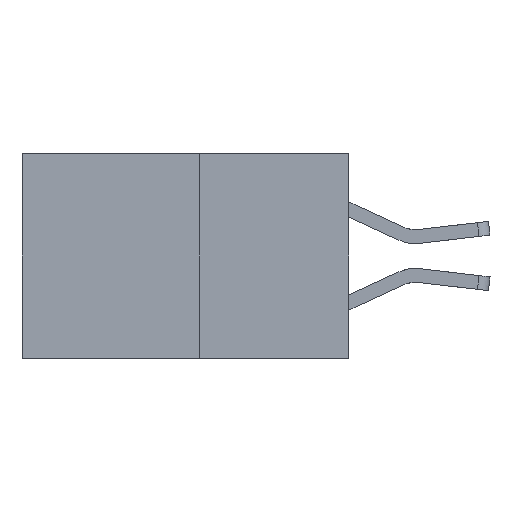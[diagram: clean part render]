
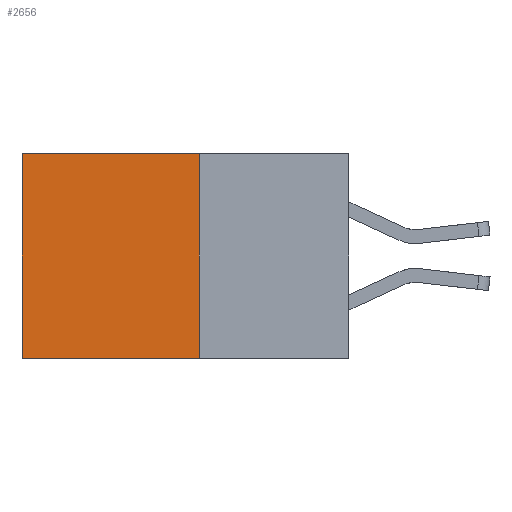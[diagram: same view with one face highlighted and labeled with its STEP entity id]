
A CAD part, left-side view. The second image highlights one B-rep face of the part: STEP entity #2656.
In plain terms, the highlighted planar face has unit normal (-1, 0, 0).
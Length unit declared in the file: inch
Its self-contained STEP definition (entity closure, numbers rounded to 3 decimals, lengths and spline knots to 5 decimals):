
#81 = VECTOR ( 'NONE', #6771, 39.37008 ) ;
#132 = LINE ( 'NONE', #4201, #3386 ) ;
#188 = VECTOR ( 'NONE', #4194, 39.37008 ) ;
#617 = LINE ( 'NONE', #4471, #188 ) ;
#625 = ORIENTED_EDGE ( 'NONE', *, *, #6776, .T. ) ;
#942 = ORIENTED_EDGE ( 'NONE', *, *, #6963, .F. ) ;
#1592 = VERTEX_POINT ( 'NONE', #6594 ) ;
#1629 = DIRECTION ( 'NONE',  ( 1., 0., 0. ) ) ;
#1645 = ORIENTED_EDGE ( 'NONE', *, *, #4247, .T. ) ;
#2111 = FACE_OUTER_BOUND ( 'NONE', #5350, .T. ) ;
#2250 = ORIENTED_EDGE ( 'NONE', *, *, #7994, .F. ) ;
#2266 = CARTESIAN_POINT ( 'NONE',  ( 0.277, 0.59, -0.37 ) ) ;
#2270 = CARTESIAN_POINT ( 'NONE',  ( 0.277, 0.27, -0.37 ) ) ;
#2656 = ADVANCED_FACE ( 'NONE', ( #2111 ), #6935, .F. ) ;
#2759 = VERTEX_POINT ( 'NONE', #4670 ) ;
#3386 = VECTOR ( 'NONE', #4119, 39.37008 ) ;
#3947 = VECTOR ( 'NONE', #4944, 39.37008 ) ;
#3968 = CARTESIAN_POINT ( 'NONE',  ( 0.277, 0.27, 0. ) ) ;
#4119 = DIRECTION ( 'NONE',  ( 0., 0., -1. ) ) ;
#4194 = DIRECTION ( 'NONE',  ( 0., 0., -1. ) ) ;
#4201 = CARTESIAN_POINT ( 'NONE',  ( 0.277, 0.27, -0.37 ) ) ;
#4247 = EDGE_CURVE ( 'NONE', #2759, #7719, #7585, .T. ) ;
#4471 = CARTESIAN_POINT ( 'NONE',  ( 0.277, 0.59, -0.37 ) ) ;
#4601 = VERTEX_POINT ( 'NONE', #2266 ) ;
#4670 = CARTESIAN_POINT ( 'NONE',  ( 0.277, 0.27, 0. ) ) ;
#4909 = DIRECTION ( 'NONE',  ( 0., 0., -1. ) ) ;
#4944 = DIRECTION ( 'NONE',  ( 0., 1., 0. ) ) ;
#5122 = CARTESIAN_POINT ( 'NONE',  ( 0.277, 0.27, -0.37 ) ) ;
#5183 = LINE ( 'NONE', #2270, #81 ) ;
#5350 = EDGE_LOOP ( 'NONE', ( #625, #942, #2250, #1645 ) ) ;
#5815 = AXIS2_PLACEMENT_3D ( 'NONE', #5122, #1629, #4909 ) ;
#6574 = CARTESIAN_POINT ( 'NONE',  ( 0.277, 0.59, 0. ) ) ;
#6594 = CARTESIAN_POINT ( 'NONE',  ( 0.277, 0.27, -0.37 ) ) ;
#6771 = DIRECTION ( 'NONE',  ( 0., 1., 0. ) ) ;
#6776 = EDGE_CURVE ( 'NONE', #7719, #4601, #617, .T. ) ;
#6935 = PLANE ( 'NONE',  #5815 ) ;
#6963 = EDGE_CURVE ( 'NONE', #1592, #4601, #5183, .T. ) ;
#7585 = LINE ( 'NONE', #3968, #3947 ) ;
#7719 = VERTEX_POINT ( 'NONE', #6574 ) ;
#7994 = EDGE_CURVE ( 'NONE', #2759, #1592, #132, .T. ) ;
